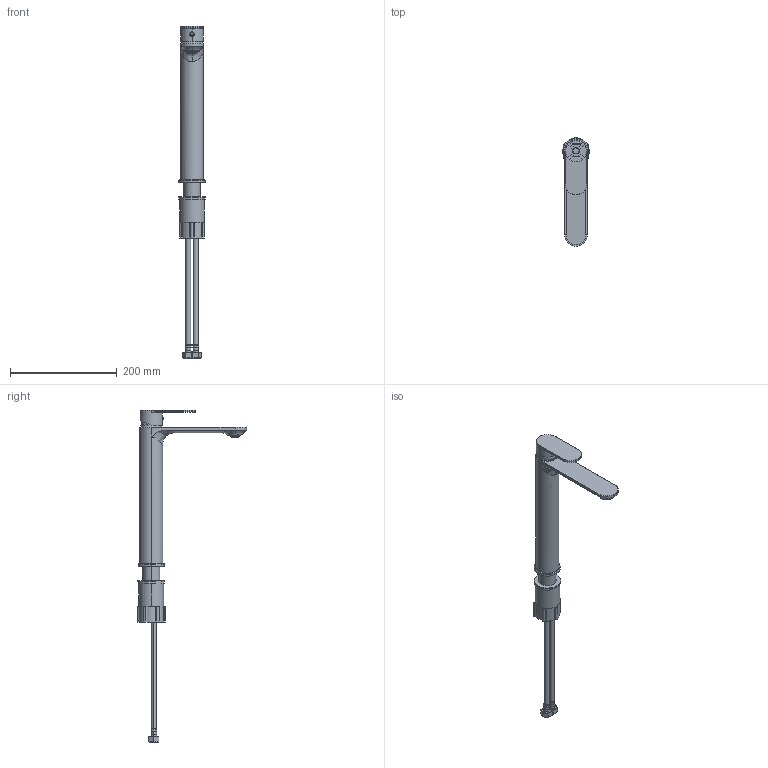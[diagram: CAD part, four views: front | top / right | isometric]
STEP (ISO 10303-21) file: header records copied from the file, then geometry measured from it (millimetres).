
FILE_DESCRIPTION((''),'2;1');
FILE_NAME('BAL2L_ASM','2025-02-15T',('Administrator'),(''),'PRO/ENGINEER BY PARAMETRIC TECHNOLOGY CORPORATION, 2010430','PRO/ENGINEER BY PARAMETRIC TECHNOLOGY CORPORATION, 2010430','');
FILE_SCHEMA(('CONFIG_CONTROL_DESIGN'));
Products named in the file (19): 2110464; 2110127; 2070026; 2550081; 2720045; 2020004; 2020043; 2240156; 2070001; 2320080; 2210001; 2530061; 2550041; 2010001; 2050076; 2050082; 2010052; 2860038; BAL2L_ASM
Assembly tree (19 placements, depth 2):
  BAL2L_ASM
    2110464
    2110127
    2070026
    2550081
    2720045
    2020004
    2020043
    2240156
    2070001
    2320080
    2210001
    2530061
    2550041
    2010001
    2050076
    2050082
    2010052
    2860038  x2
Bounding box: 50 x 204.49 x 621.2 mm (x, y, z)
Volume: 274749.9 mm3; surface area: 252623.2 mm2
Topology: 24 solids, 24 shells, 4926 faces, 13381 edges, 8518 vertices
Faces by surface type: plane 2964, cylinder 1698, cone 129, torus 67, bspline 51, sphere 17
Entity records: 165997 total; most frequent: CARTESIAN_POINT 41224, ORIENTED_EDGE 26426, DIRECTION 25614, EDGE_CURVE 13213, AXIS2_PLACEMENT_3D 9145, VERTEX_POINT 8424, VECTOR 7324, LINE 7324
